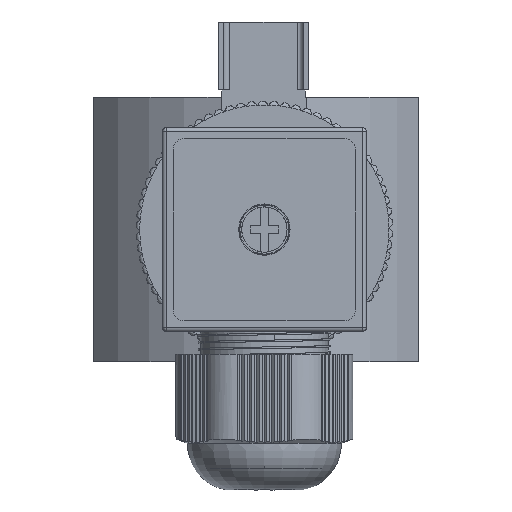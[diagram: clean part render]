
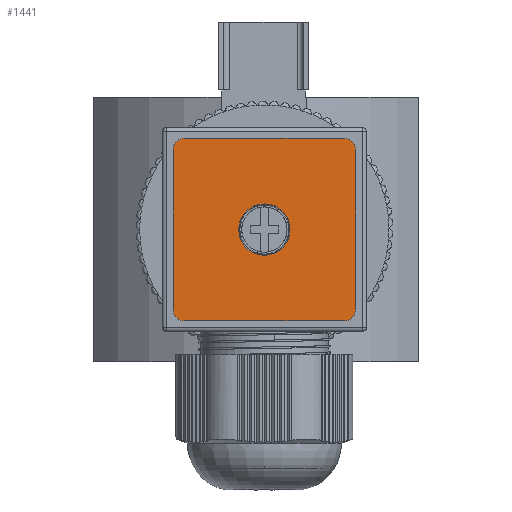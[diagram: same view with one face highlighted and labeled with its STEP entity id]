
A CAD part, left-side view. The second image highlights one B-rep face of the part: STEP entity #1441.
In plain terms, the highlighted face is planar.
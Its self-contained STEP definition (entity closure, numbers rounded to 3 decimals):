
#1441=ADVANCED_FACE('',(#8418,#8420),#8422,.T.);
#8418=FACE_BOUND('',#8419,.T.);
#8419=EDGE_LOOP('',(#29327,#29328,#29329,#29330,#29331,#29332,#29333,#29334));
#8420=FACE_BOUND('',#8421,.T.);
#8421=EDGE_LOOP('',(#29335));
#8422=PLANE('',#8423);
#8423=AXIS2_PLACEMENT_3D('',#8424,#8425,#8426);
#8424=CARTESIAN_POINT('',(0.,0.,30.));
#8425=DIRECTION('',(0.,0.,1.));
#8426=DIRECTION('',(-1.,0.,0.));
#29327=ORIENTED_EDGE('',*,*,#34355,.T.);
#29328=ORIENTED_EDGE('',*,*,#34370,.T.);
#29329=ORIENTED_EDGE('',*,*,#34368,.T.);
#29330=ORIENTED_EDGE('',*,*,#34366,.T.);
#29331=ORIENTED_EDGE('',*,*,#34364,.T.);
#29332=ORIENTED_EDGE('',*,*,#34362,.T.);
#29333=ORIENTED_EDGE('',*,*,#34360,.T.);
#29334=ORIENTED_EDGE('',*,*,#34358,.T.);
#29335=ORIENTED_EDGE('',*,*,#34408,.T.);
#34355=EDGE_CURVE('',#37477,#37478,#37479,.T.);
#34358=EDGE_CURVE('',#37482,#37477,#37483,.T.);
#34360=EDGE_CURVE('',#37485,#37482,#37486,.T.);
#34362=EDGE_CURVE('',#37488,#37485,#37489,.T.);
#34364=EDGE_CURVE('',#37491,#37488,#37492,.T.);
#34366=EDGE_CURVE('',#37494,#37491,#37495,.T.);
#34368=EDGE_CURVE('',#37497,#37494,#37498,.T.);
#34370=EDGE_CURVE('',#37478,#37497,#37500,.T.);
#34408=EDGE_CURVE('',#37573,#37573,#37574,.F.);
#37477=VERTEX_POINT('',#49449);
#37478=VERTEX_POINT('',#49450);
#37479=CIRCLE('',#49451,1.5);
#37482=VERTEX_POINT('',#49461);
#37483=LINE('',#49462,#49463);
#37485=VERTEX_POINT('',#49468);
#37486=CIRCLE('',#49469,1.5);
#37488=VERTEX_POINT('',#49476);
#37489=LINE('',#49477,#49478);
#37491=VERTEX_POINT('',#49483);
#37492=CIRCLE('',#49484,1.5);
#37494=VERTEX_POINT('',#49491);
#37495=LINE('',#49492,#49493);
#37497=VERTEX_POINT('',#49498);
#37498=CIRCLE('',#49499,1.5);
#37500=LINE('',#49506,#49507);
#37573=VERTEX_POINT('',#51682);
#37574=CIRCLE('',#51683,3.4);
#49449=CARTESIAN_POINT('',(-12.08,-10.58,30.));
#49450=CARTESIAN_POINT('',(-10.58,-12.08,30.));
#49451=AXIS2_PLACEMENT_3D('',#49452,#49453,#49454);
#49452=CARTESIAN_POINT('',(-10.58,-10.58,30.));
#49453=DIRECTION('',(0.,0.,1.));
#49454=DIRECTION('',(-1.,0.,0.));
#49461=CARTESIAN_POINT('',(-12.08,10.58,30.));
#49462=CARTESIAN_POINT('',(-12.08,10.58,30.));
#49463=VECTOR('',#49464,1.);
#49464=DIRECTION('',(0.,-1.,0.));
#49468=CARTESIAN_POINT('',(-10.58,12.08,30.));
#49469=AXIS2_PLACEMENT_3D('',#49470,#49471,#49472);
#49470=CARTESIAN_POINT('',(-10.58,10.58,30.));
#49471=DIRECTION('',(0.,-0.,1.));
#49472=DIRECTION('',(0.,1.,0.));
#49476=CARTESIAN_POINT('',(10.58,12.08,30.));
#49477=CARTESIAN_POINT('',(10.58,12.08,30.));
#49478=VECTOR('',#49479,1.);
#49479=DIRECTION('',(-1.,0.,0.));
#49483=CARTESIAN_POINT('',(12.08,10.58,30.));
#49484=AXIS2_PLACEMENT_3D('',#49485,#49486,#49487);
#49485=CARTESIAN_POINT('',(10.58,10.58,30.));
#49486=DIRECTION('',(0.,-0.,1.));
#49487=DIRECTION('',(1.,0.,0.));
#49491=CARTESIAN_POINT('',(12.08,-10.58,30.));
#49492=CARTESIAN_POINT('',(12.08,-10.58,30.));
#49493=VECTOR('',#49494,1.);
#49494=DIRECTION('',(0.,1.,0.));
#49498=CARTESIAN_POINT('',(10.58,-12.08,30.));
#49499=AXIS2_PLACEMENT_3D('',#49500,#49501,#49502);
#49500=CARTESIAN_POINT('',(10.58,-10.58,30.));
#49501=DIRECTION('',(0.,0.,1.));
#49502=DIRECTION('',(0.,-1.,0.));
#49506=CARTESIAN_POINT('',(-10.58,-12.08,30.));
#49507=VECTOR('',#49508,1.);
#49508=DIRECTION('',(1.,0.,0.));
#51682=CARTESIAN_POINT('',(3.4,0.,30.));
#51683=AXIS2_PLACEMENT_3D('',#51684,#51685,#51686);
#51684=CARTESIAN_POINT('',(0.,0.,30.));
#51685=DIRECTION('',(0.,0.,1.));
#51686=DIRECTION('',(1.,0.,-0.));
